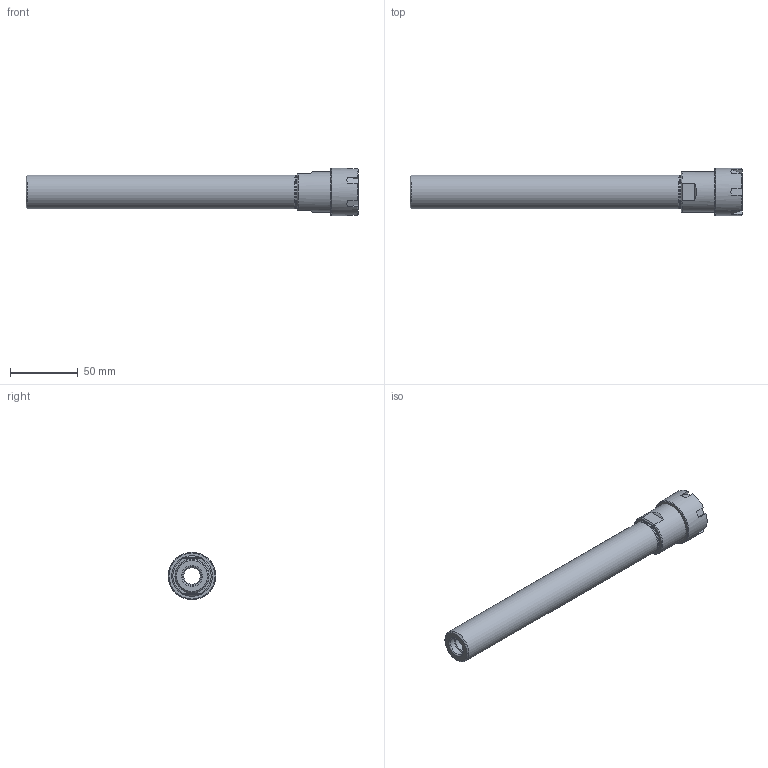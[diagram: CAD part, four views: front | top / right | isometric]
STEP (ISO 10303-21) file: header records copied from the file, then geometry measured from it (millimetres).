
FILE_DESCRIPTION(/* description */ (''),/* implementation_level */ '2;1');
FILE_NAME(/* name */ 'C25-ER25M-200.stp',/* time_stamp */ '2023-03-31T10:57:17+08:00',/* author */ ('Administrator'),/* organization */ (''),/* preprocessor_version */ 'ST-DEVELOPER v18.1',/* originating_system */ 'Autodesk Inventor 2022',/* authorisation */ '');
FILE_SCHEMA (('AUTOMOTIVE_DESIGN { 1 0 10303 214 3 1 1 }'));
Length unit declared in the file: millimetre
Products named in the file (3): C25-ER25M-200; C25-ER25M-200_1; 352500000
Assembly tree (2 placements, depth 2):
  C25-ER25M-200
    C25-ER25M-200_1
    352500000
Bounding box: 245 x 35 x 35 mm (x, y, z)
Volume: 89294.7 mm3; surface area: 35011.4 mm2
Topology: 2 solids, 2 shells, 66 faces, 163 edges, 104 vertices
Faces by surface type: plane 31, cone 16, cylinder 12, torus 7
Full cylindrical faces by diameter (mm): 12 x1, 13.5 x1, 16.5 x1, 18.2 x1, 20.9 x1, 24.4 x1, 25 x1, 26 x1, 28.917 x1, 30 x1, 30.3 x1, 35 x1
Entity records: 2201 total; most frequent: CARTESIAN_POINT 434, DIRECTION 362, ORIENTED_EDGE 326, EDGE_CURVE 163, AXIS2_PLACEMENT_3D 144, VERTEX_POINT 104, LINE 74, VECTOR 74
